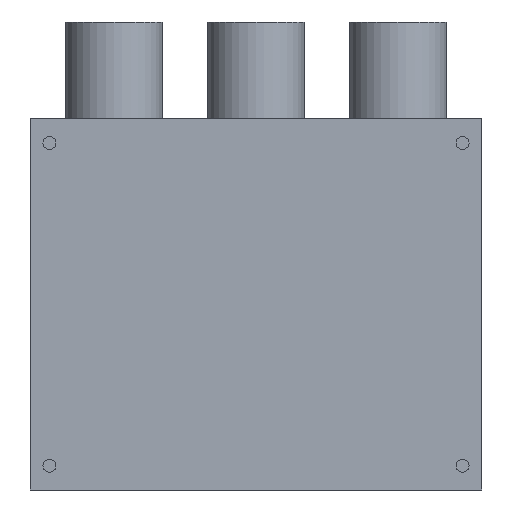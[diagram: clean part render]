
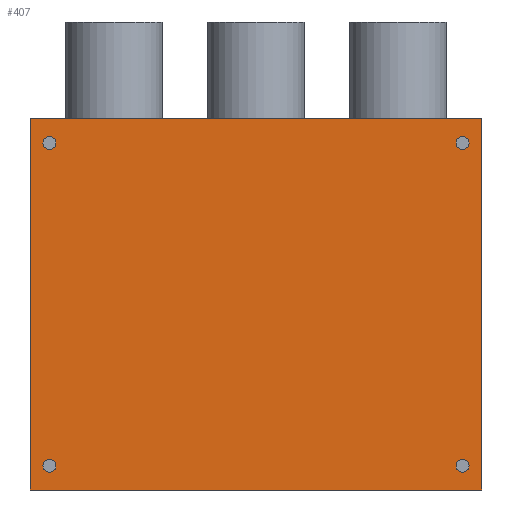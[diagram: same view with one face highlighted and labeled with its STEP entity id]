
A CAD part, front view. The second image highlights one B-rep face of the part: STEP entity #407.
In plain terms, the highlighted planar face has unit normal (0, -1, 0).
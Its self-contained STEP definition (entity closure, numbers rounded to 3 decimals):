
#3 = AXIS2_PLACEMENT_3D ( 'NONE', #727, #794, #478 ) ;
#5 = CIRCLE ( 'NONE', #355, 1. ) ;
#14 = EDGE_LOOP ( 'NONE', ( #336, #475 ) ) ;
#15 = FACE_BOUND ( 'NONE', #14, .T. ) ;
#19 = CARTESIAN_POINT ( 'NONE',  ( -32., 0., 24. ) ) ;
#20 = DIRECTION ( 'NONE',  ( 0., 0., 1. ) ) ;
#33 = DIRECTION ( 'NONE',  ( 0., 0., -1. ) ) ;
#34 = VERTEX_POINT ( 'NONE', #496 ) ;
#50 = VERTEX_POINT ( 'NONE', #19 ) ;
#66 = DIRECTION ( 'NONE',  ( 0., 0., -1. ) ) ;
#69 = AXIS2_PLACEMENT_3D ( 'NONE', #300, #543, #165 ) ;
#80 = CARTESIAN_POINT ( 'NONE',  ( -35., 0., 28.75 ) ) ;
#88 = ORIENTED_EDGE ( 'NONE', *, *, #721, .F. ) ;
#95 = LINE ( 'NONE', #512, #360 ) ;
#99 = EDGE_CURVE ( 'NONE', #626, #687, #608, .T. ) ;
#114 = DIRECTION ( 'NONE',  ( -1., 0., 0. ) ) ;
#117 = DIRECTION ( 'NONE',  ( 0., 0., -1. ) ) ;
#145 = FACE_OUTER_BOUND ( 'NONE', #580, .T. ) ;
#152 = DIRECTION ( 'NONE',  ( 0., 0., -1. ) ) ;
#156 = EDGE_LOOP ( 'NONE', ( #164, #384 ) ) ;
#159 = VERTEX_POINT ( 'NONE', #331 ) ;
#164 = ORIENTED_EDGE ( 'NONE', *, *, #664, .F. ) ;
#165 = DIRECTION ( 'NONE',  ( 0., 0., -1. ) ) ;
#177 = CIRCLE ( 'NONE', #69, 1. ) ;
#186 = DIRECTION ( 'NONE',  ( 0., -1., 0. ) ) ;
#193 = EDGE_LOOP ( 'NONE', ( #734, #88 ) ) ;
#210 = DIRECTION ( 'NONE',  ( 0., 0., -1. ) ) ;
#212 = DIRECTION ( 'NONE',  ( 0., 0., 1. ) ) ;
#217 = CARTESIAN_POINT ( 'NONE',  ( -35., 0., -28.75 ) ) ;
#218 = ORIENTED_EDGE ( 'NONE', *, *, #429, .F. ) ;
#223 = VERTEX_POINT ( 'NONE', #467 ) ;
#225 = ORIENTED_EDGE ( 'NONE', *, *, #688, .F. ) ;
#259 = DIRECTION ( 'NONE',  ( 0., 1., 0. ) ) ;
#260 = EDGE_CURVE ( 'NONE', #34, #159, #560, .T. ) ;
#272 = ORIENTED_EDGE ( 'NONE', *, *, #294, .F. ) ;
#283 = ORIENTED_EDGE ( 'NONE', *, *, #622, .F. ) ;
#285 = EDGE_CURVE ( 'NONE', #446, #523, #95, .T. ) ;
#286 = AXIS2_PLACEMENT_3D ( 'NONE', #563, #610, #66 ) ;
#294 = EDGE_CURVE ( 'NONE', #223, #365, #759, .T. ) ;
#300 = CARTESIAN_POINT ( 'NONE',  ( -32., 0., 25. ) ) ;
#303 = AXIS2_PLACEMENT_3D ( 'NONE', #338, #577, #210 ) ;
#313 = ORIENTED_EDGE ( 'NONE', *, *, #350, .F. ) ;
#318 = VECTOR ( 'NONE', #212, 1000. ) ;
#328 = FACE_BOUND ( 'NONE', #719, .T. ) ;
#331 = CARTESIAN_POINT ( 'NONE',  ( -32., 0., -24. ) ) ;
#335 = CARTESIAN_POINT ( 'NONE',  ( -32., 0., 26. ) ) ;
#336 = ORIENTED_EDGE ( 'NONE', *, *, #260, .F. ) ;
#338 = CARTESIAN_POINT ( 'NONE',  ( 32., 0., 25. ) ) ;
#350 = EDGE_CURVE ( 'NONE', #529, #50, #676, .T. ) ;
#355 = AXIS2_PLACEMENT_3D ( 'NONE', #709, #405, #651 ) ;
#360 = VECTOR ( 'NONE', #33, 1000. ) ;
#361 = LINE ( 'NONE', #431, #654 ) ;
#365 = VERTEX_POINT ( 'NONE', #80 ) ;
#384 = ORIENTED_EDGE ( 'NONE', *, *, #394, .F. ) ;
#386 = PLANE ( 'NONE',  #455 ) ;
#394 = EDGE_CURVE ( 'NONE', #771, #658, #780, .T. ) ;
#403 = CARTESIAN_POINT ( 'NONE',  ( -32., 0., -25. ) ) ;
#405 = DIRECTION ( 'NONE',  ( 0., -1., 0. ) ) ;
#407 = ADVANCED_FACE ( 'NONE', ( #508, #451, #15, #328, #145 ), #386, .F. ) ;
#428 = VECTOR ( 'NONE', #689, 1000. ) ;
#429 = EDGE_CURVE ( 'NONE', #365, #446, #498, .T. ) ;
#431 = CARTESIAN_POINT ( 'NONE',  ( -35., 0., -28.75 ) ) ;
#446 = VERTEX_POINT ( 'NONE', #566 ) ;
#451 = FACE_BOUND ( 'NONE', #156, .T. ) ;
#455 = AXIS2_PLACEMENT_3D ( 'NONE', #682, #259, #20 ) ;
#467 = CARTESIAN_POINT ( 'NONE',  ( -35., 0., -28.75 ) ) ;
#475 = ORIENTED_EDGE ( 'NONE', *, *, #601, .F. ) ;
#478 = DIRECTION ( 'NONE',  ( 0., 0., -1. ) ) ;
#496 = CARTESIAN_POINT ( 'NONE',  ( -32., 0., -26. ) ) ;
#498 = LINE ( 'NONE', #623, #428 ) ;
#508 = FACE_BOUND ( 'NONE', #193, .T. ) ;
#512 = CARTESIAN_POINT ( 'NONE',  ( 35., 0., -28.75 ) ) ;
#514 = ORIENTED_EDGE ( 'NONE', *, *, #285, .F. ) ;
#523 = VERTEX_POINT ( 'NONE', #564 ) ;
#529 = VERTEX_POINT ( 'NONE', #335 ) ;
#534 = CARTESIAN_POINT ( 'NONE',  ( 32., 0., 24. ) ) ;
#536 = AXIS2_PLACEMENT_3D ( 'NONE', #755, #674, #619 ) ;
#543 = DIRECTION ( 'NONE',  ( 0., -1., 0. ) ) ;
#560 = CIRCLE ( 'NONE', #704, 1. ) ;
#563 = CARTESIAN_POINT ( 'NONE',  ( 32., 0., -25. ) ) ;
#564 = CARTESIAN_POINT ( 'NONE',  ( 35., 0., -28.75 ) ) ;
#566 = CARTESIAN_POINT ( 'NONE',  ( 35., 0., 28.75 ) ) ;
#577 = DIRECTION ( 'NONE',  ( 0., -1., 0. ) ) ;
#579 = DIRECTION ( 'NONE',  ( 0., -1., 0. ) ) ;
#580 = EDGE_LOOP ( 'NONE', ( #514, #218, #272, #225 ) ) ;
#594 = CIRCLE ( 'NONE', #764, 1. ) ;
#601 = EDGE_CURVE ( 'NONE', #159, #34, #733, .T. ) ;
#605 = CARTESIAN_POINT ( 'NONE',  ( 32., 0., 26. ) ) ;
#608 = CIRCLE ( 'NONE', #303, 1. ) ;
#610 = DIRECTION ( 'NONE',  ( 0., -1., 0. ) ) ;
#619 = DIRECTION ( 'NONE',  ( 0., 0., -1. ) ) ;
#622 = EDGE_CURVE ( 'NONE', #50, #529, #177, .T. ) ;
#623 = CARTESIAN_POINT ( 'NONE',  ( -35., 0., 28.75 ) ) ;
#626 = VERTEX_POINT ( 'NONE', #534 ) ;
#651 = DIRECTION ( 'NONE',  ( 0., 0., -1. ) ) ;
#654 = VECTOR ( 'NONE', #114, 1000. ) ;
#656 = CARTESIAN_POINT ( 'NONE',  ( 32., 0., -25. ) ) ;
#658 = VERTEX_POINT ( 'NONE', #789 ) ;
#664 = EDGE_CURVE ( 'NONE', #658, #771, #594, .T. ) ;
#674 = DIRECTION ( 'NONE',  ( 0., -1., 0. ) ) ;
#676 = CIRCLE ( 'NONE', #536, 1. ) ;
#682 = CARTESIAN_POINT ( 'NONE',  ( 0., 0., 0. ) ) ;
#687 = VERTEX_POINT ( 'NONE', #605 ) ;
#688 = EDGE_CURVE ( 'NONE', #523, #223, #361, .T. ) ;
#689 = DIRECTION ( 'NONE',  ( 1., 0., 0. ) ) ;
#704 = AXIS2_PLACEMENT_3D ( 'NONE', #403, #579, #152 ) ;
#709 = CARTESIAN_POINT ( 'NONE',  ( 32., 0., 25. ) ) ;
#719 = EDGE_LOOP ( 'NONE', ( #283, #313 ) ) ;
#721 = EDGE_CURVE ( 'NONE', #687, #626, #5, .T. ) ;
#727 = CARTESIAN_POINT ( 'NONE',  ( -32., 0., -25. ) ) ;
#733 = CIRCLE ( 'NONE', #3, 1. ) ;
#734 = ORIENTED_EDGE ( 'NONE', *, *, #99, .F. ) ;
#742 = CARTESIAN_POINT ( 'NONE',  ( 32., 0., -24. ) ) ;
#755 = CARTESIAN_POINT ( 'NONE',  ( -32., 0., 25. ) ) ;
#759 = LINE ( 'NONE', #217, #318 ) ;
#764 = AXIS2_PLACEMENT_3D ( 'NONE', #656, #186, #117 ) ;
#771 = VERTEX_POINT ( 'NONE', #742 ) ;
#780 = CIRCLE ( 'NONE', #286, 1. ) ;
#789 = CARTESIAN_POINT ( 'NONE',  ( 32., 0., -26. ) ) ;
#794 = DIRECTION ( 'NONE',  ( 0., -1., 0. ) ) ;
